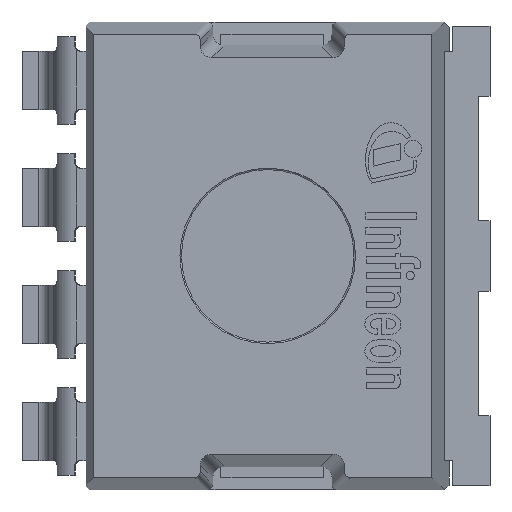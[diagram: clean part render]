
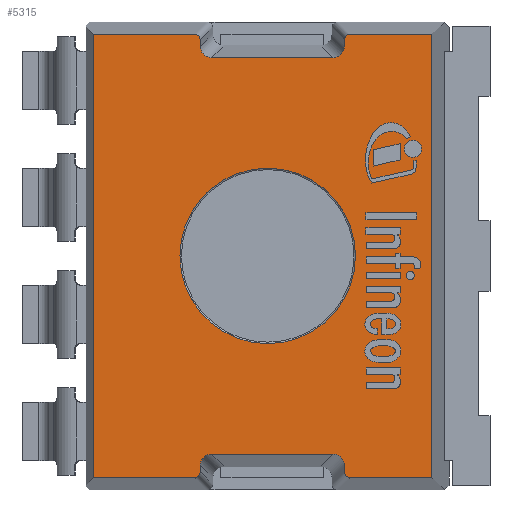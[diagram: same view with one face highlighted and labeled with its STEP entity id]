
A CAD part, top view. The second image highlights one B-rep face of the part: STEP entity #5315.
In plain terms, the highlighted planar face has unit normal (0, 0, 1).
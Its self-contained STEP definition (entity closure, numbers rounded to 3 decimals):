
#138=ELLIPSE('',#5640,0.103,0.1);
#139=ELLIPSE('',#5641,0.206,0.2);
#140=ELLIPSE('',#5642,0.206,0.2);
#141=ELLIPSE('',#5643,0.103,0.1);
#142=ELLIPSE('',#5644,0.103,0.1);
#143=ELLIPSE('',#5645,0.206,0.2);
#144=ELLIPSE('',#5646,0.206,0.2);
#145=ELLIPSE('',#5647,0.103,0.1);
#166=LINE('',#7415,#797);
#170=LINE('',#7424,#801);
#171=LINE('',#7428,#802);
#172=LINE('',#7432,#803);
#173=LINE('',#7436,#804);
#174=LINE('',#7439,#805);
#175=LINE('',#7441,#806);
#176=LINE('',#7445,#807);
#177=LINE('',#7449,#808);
#178=LINE('',#7453,#809);
#179=LINE('',#7457,#810);
#180=LINE('',#7458,#811);
#797=VECTOR('',#6026,1000.);
#801=VECTOR('',#6032,1000.);
#802=VECTOR('',#6035,1000.);
#803=VECTOR('',#6038,1000.);
#804=VECTOR('',#6041,1000.);
#805=VECTOR('',#6044,1000.);
#806=VECTOR('',#6045,1000.);
#807=VECTOR('',#6048,1000.);
#808=VECTOR('',#6051,1000.);
#809=VECTOR('',#6054,1000.);
#810=VECTOR('',#6057,1000.);
#811=VECTOR('',#6058,1000.);
#1429=PLANE('',#5639);
#1713=FACE_BOUND('',#2028,.T.);
#1723=FACE_OUTER_BOUND('',#2027,.T.);
#2027=EDGE_LOOP('',(#3731,#3732,#3733,#3734,#3735,#3736,#3737,#3738,#3739,
#3740,#3741,#3742,#3743,#3744,#3745,#3746,#3747,#3748,#3749,#3750));
#2028=EDGE_LOOP('',(#3751));
#2335=CIRCLE('',#5637,1.5);
#2402=VERTEX_POINT('',#7410);
#2403=VERTEX_POINT('',#7413);
#2404=VERTEX_POINT('',#7414);
#2407=VERTEX_POINT('',#7422);
#2408=VERTEX_POINT('',#7423);
#2409=VERTEX_POINT('',#7425);
#2410=VERTEX_POINT('',#7427);
#2411=VERTEX_POINT('',#7429);
#2412=VERTEX_POINT('',#7431);
#2413=VERTEX_POINT('',#7433);
#2414=VERTEX_POINT('',#7435);
#2415=VERTEX_POINT('',#7438);
#2416=VERTEX_POINT('',#7440);
#2417=VERTEX_POINT('',#7442);
#2418=VERTEX_POINT('',#7444);
#2419=VERTEX_POINT('',#7446);
#2420=VERTEX_POINT('',#7448);
#2421=VERTEX_POINT('',#7450);
#2422=VERTEX_POINT('',#7452);
#2423=VERTEX_POINT('',#7454);
#2424=VERTEX_POINT('',#7456);
#2931=EDGE_CURVE('',#2402,#2402,#2335,.T.);
#2932=EDGE_CURVE('',#2403,#2404,#166,.T.);
#2936=EDGE_CURVE('',#2407,#2408,#170,.T.);
#2937=EDGE_CURVE('',#2408,#2409,#138,.T.);
#2938=EDGE_CURVE('',#2409,#2410,#171,.T.);
#2939=EDGE_CURVE('',#2410,#2411,#139,.T.);
#2940=EDGE_CURVE('',#2411,#2412,#172,.T.);
#2941=EDGE_CURVE('',#2412,#2413,#140,.T.);
#2942=EDGE_CURVE('',#2413,#2414,#173,.T.);
#2943=EDGE_CURVE('',#2414,#2403,#141,.T.);
#2944=EDGE_CURVE('',#2415,#2404,#174,.T.);
#2945=EDGE_CURVE('',#2416,#2415,#175,.T.);
#2946=EDGE_CURVE('',#2416,#2417,#142,.T.);
#2947=EDGE_CURVE('',#2418,#2417,#176,.T.);
#2948=EDGE_CURVE('',#2418,#2419,#143,.T.);
#2949=EDGE_CURVE('',#2420,#2419,#177,.T.);
#2950=EDGE_CURVE('',#2420,#2421,#144,.T.);
#2951=EDGE_CURVE('',#2422,#2421,#178,.T.);
#2952=EDGE_CURVE('',#2422,#2423,#145,.T.);
#2953=EDGE_CURVE('',#2424,#2423,#179,.T.);
#2954=EDGE_CURVE('',#2424,#2407,#180,.T.);
#3731=ORIENTED_EDGE('',*,*,#2936,.T.);
#3732=ORIENTED_EDGE('',*,*,#2937,.T.);
#3733=ORIENTED_EDGE('',*,*,#2938,.T.);
#3734=ORIENTED_EDGE('',*,*,#2939,.T.);
#3735=ORIENTED_EDGE('',*,*,#2940,.T.);
#3736=ORIENTED_EDGE('',*,*,#2941,.T.);
#3737=ORIENTED_EDGE('',*,*,#2942,.T.);
#3738=ORIENTED_EDGE('',*,*,#2943,.T.);
#3739=ORIENTED_EDGE('',*,*,#2932,.T.);
#3740=ORIENTED_EDGE('',*,*,#2944,.F.);
#3741=ORIENTED_EDGE('',*,*,#2945,.F.);
#3742=ORIENTED_EDGE('',*,*,#2946,.T.);
#3743=ORIENTED_EDGE('',*,*,#2947,.F.);
#3744=ORIENTED_EDGE('',*,*,#2948,.T.);
#3745=ORIENTED_EDGE('',*,*,#2949,.F.);
#3746=ORIENTED_EDGE('',*,*,#2950,.T.);
#3747=ORIENTED_EDGE('',*,*,#2951,.F.);
#3748=ORIENTED_EDGE('',*,*,#2952,.T.);
#3749=ORIENTED_EDGE('',*,*,#2953,.F.);
#3750=ORIENTED_EDGE('',*,*,#2954,.T.);
#3751=ORIENTED_EDGE('',*,*,#2931,.F.);
#5315=ADVANCED_FACE('',(#1723,#1713),#1429,.T.);
#5637=AXIS2_PLACEMENT_3D('',#7411,#6022,#6023);
#5639=AXIS2_PLACEMENT_3D('',#7421,#6030,#6031);
#5640=AXIS2_PLACEMENT_3D('',#7426,#6033,#6034);
#5641=AXIS2_PLACEMENT_3D('',#7430,#6036,#6037);
#5642=AXIS2_PLACEMENT_3D('',#7434,#6039,#6040);
#5643=AXIS2_PLACEMENT_3D('',#7437,#6042,#6043);
#5644=AXIS2_PLACEMENT_3D('',#7443,#6046,#6047);
#5645=AXIS2_PLACEMENT_3D('',#7447,#6049,#6050);
#5646=AXIS2_PLACEMENT_3D('',#7451,#6052,#6053);
#5647=AXIS2_PLACEMENT_3D('',#7455,#6055,#6056);
#6022=DIRECTION('center_axis',(0.,0.,1.));
#6023=DIRECTION('ref_axis',(0.,-1.,0.));
#6026=DIRECTION('',(1.,0.,0.));
#6030=DIRECTION('center_axis',(0.,0.,1.));
#6031=DIRECTION('ref_axis',(0.,-1.,0.));
#6032=DIRECTION('',(1.,0.,0.));
#6033=DIRECTION('center_axis',(0.,0.,1.));
#6034=DIRECTION('ref_axis',(-0.707,0.707,0.));
#6035=DIRECTION('',(0.,1.,0.));
#6036=DIRECTION('center_axis',(0.,0.,
-1.));
#6037=DIRECTION('ref_axis',(0.707,-0.707,0.));
#6038=DIRECTION('',(1.,0.,0.));
#6039=DIRECTION('center_axis',(0.,0.,
-1.));
#6040=DIRECTION('ref_axis',(0.707,0.707,0.));
#6041=DIRECTION('',(0.,-1.,0.));
#6042=DIRECTION('center_axis',(0.,0.,
1.));
#6043=DIRECTION('ref_axis',(-0.707,-0.707,0.));
#6044=DIRECTION('',(0.,-1.,0.));
#6045=DIRECTION('',(1.,0.,0.));
#6046=DIRECTION('center_axis',(0.,0.,
1.));
#6047=DIRECTION('ref_axis',(-0.707,0.707,0.));
#6048=DIRECTION('',(0.,1.,0.));
#6049=DIRECTION('center_axis',(0.,0.,
-1.));
#6050=DIRECTION('ref_axis',(0.707,-0.707,0.));
#6051=DIRECTION('',(1.,0.,0.));
#6052=DIRECTION('center_axis',(0.,0.,
-1.));
#6053=DIRECTION('ref_axis',(0.707,0.707,0.));
#6054=DIRECTION('',(0.,-1.,0.));
#6055=DIRECTION('center_axis',(0.,0.,
1.));
#6056=DIRECTION('ref_axis',(-0.707,-0.707,0.));
#6057=DIRECTION('',(1.,0.,0.));
#6058=DIRECTION('',(0.,-1.,0.));
#7410=CARTESIAN_POINT('',(0.2,-1.5,1.85));
#7411=CARTESIAN_POINT('Origin',(0.2,0.,1.85));
#7413=CARTESIAN_POINT('',(1.61,-3.788,1.85));
#7414=CARTESIAN_POINT('',(3.004,-3.788,1.85));
#7415=CARTESIAN_POINT('',(-2.9,-3.788,1.85));
#7421=CARTESIAN_POINT('Origin',(0.2,0.,1.85));
#7422=CARTESIAN_POINT('',(-2.777,-3.788,1.85));
#7423=CARTESIAN_POINT('',(-1.05,-3.788,1.85));
#7424=CARTESIAN_POINT('',(-2.9,-3.788,1.85));
#7425=CARTESIAN_POINT('',(-0.952,-3.69,1.85));
#7426=CARTESIAN_POINT('Origin',(-1.053,-3.687,1.85));
#7427=CARTESIAN_POINT('',(-0.952,-3.585,1.85));
#7428=CARTESIAN_POINT('',(-0.952,-4.,1.85));
#7429=CARTESIAN_POINT('',(-0.755,-3.388,1.85));
#7430=CARTESIAN_POINT('Origin',(-0.749,-3.591,1.85));
#7431=CARTESIAN_POINT('',(1.315,-3.388,1.85));
#7432=CARTESIAN_POINT('',(1.3,-3.388,1.85));
#7433=CARTESIAN_POINT('',(1.512,-3.585,1.85));
#7434=CARTESIAN_POINT('Origin',(1.309,-3.591,1.85));
#7435=CARTESIAN_POINT('',(1.512,-3.69,1.85));
#7436=CARTESIAN_POINT('',(1.512,-4.,1.85));
#7437=CARTESIAN_POINT('Origin',(1.613,-3.687,1.85));
#7438=CARTESIAN_POINT('',(3.004,3.788,1.85));
#7439=CARTESIAN_POINT('',(3.004,4.,1.85));
#7440=CARTESIAN_POINT('',(1.61,3.788,1.85));
#7441=CARTESIAN_POINT('',(-2.9,3.788,1.85));
#7442=CARTESIAN_POINT('',(1.512,3.69,1.85));
#7443=CARTESIAN_POINT('Origin',(1.613,3.687,1.85));
#7444=CARTESIAN_POINT('',(1.512,3.585,1.85));
#7445=CARTESIAN_POINT('',(1.512,4.,1.85));
#7446=CARTESIAN_POINT('',(1.315,3.388,1.85));
#7447=CARTESIAN_POINT('Origin',(1.309,3.591,1.85));
#7448=CARTESIAN_POINT('',(-0.755,3.388,1.85));
#7449=CARTESIAN_POINT('',(1.3,3.388,1.85));
#7450=CARTESIAN_POINT('',(-0.952,3.585,1.85));
#7451=CARTESIAN_POINT('Origin',(-0.749,3.591,1.85));
#7452=CARTESIAN_POINT('',(-0.952,3.69,1.85));
#7453=CARTESIAN_POINT('',(-0.952,4.,1.85));
#7454=CARTESIAN_POINT('',(-1.05,3.788,1.85));
#7455=CARTESIAN_POINT('Origin',(-1.053,3.687,1.85));
#7456=CARTESIAN_POINT('',(-2.777,3.788,1.85));
#7457=CARTESIAN_POINT('',(-2.9,3.788,1.85));
#7458=CARTESIAN_POINT('',(-2.777,4.,1.85));
